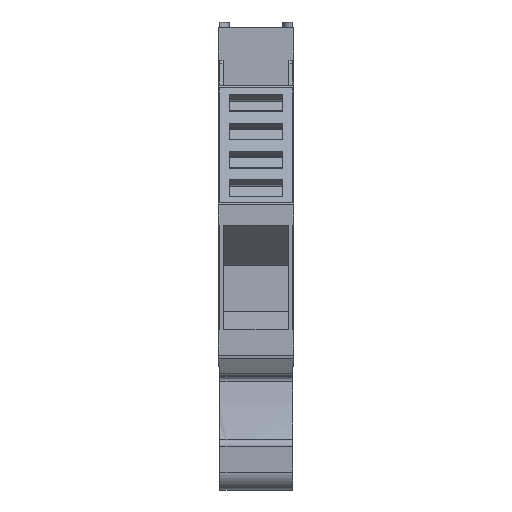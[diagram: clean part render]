
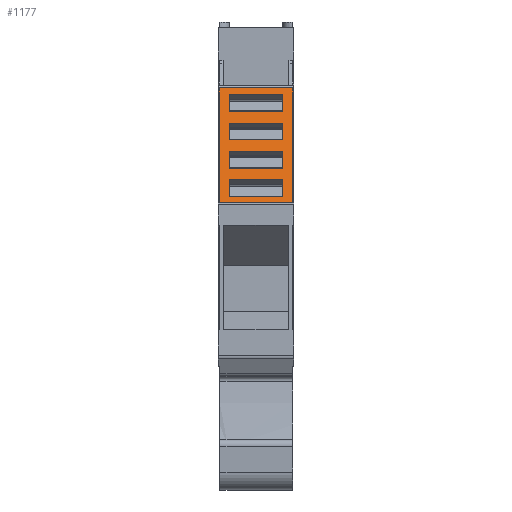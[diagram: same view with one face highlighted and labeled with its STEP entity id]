
A CAD part, front view. The second image highlights one B-rep face of the part: STEP entity #1177.
In plain terms, the highlighted planar face has unit normal (0, -0.966, 0.259).
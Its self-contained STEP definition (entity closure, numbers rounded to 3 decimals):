
#987=AXIS2_PLACEMENT_3D('Plane Axis2P3D',#984,#985,#986) ;
#984=CARTESIAN_POINT('Axis2P3D Location',(3.945,0.705,30.017)) ;
#993=CARTESIAN_POINT('Vertex',(0.115,3.941,42.091)) ;
#996=CARTESIAN_POINT('Line Origine',(3.945,3.941,42.091)) ;
#1000=CARTESIAN_POINT('Vertex',(7.775,3.941,42.091)) ;
#1016=CARTESIAN_POINT('Line Origine',(7.775,2.323,36.054)) ;
#1020=CARTESIAN_POINT('Vertex',(7.775,0.705,30.017)) ;
#1023=CARTESIAN_POINT('Line Origine',(0.115,2.323,36.054)) ;
#1027=CARTESIAN_POINT('Vertex',(0.115,0.705,30.017)) ;
#1030=CARTESIAN_POINT('Line Origine',(3.945,0.705,30.017)) ;
#1041=CARTESIAN_POINT('Line Origine',(1.145,3.517,40.509)) ;
#1045=CARTESIAN_POINT('Vertex',(1.145,3.285,39.642)) ;
#1047=CARTESIAN_POINT('Vertex',(1.145,3.749,41.376)) ;
#1050=CARTESIAN_POINT('Line Origine',(3.945,3.749,41.376)) ;
#1054=CARTESIAN_POINT('Vertex',(6.745,3.749,41.376)) ;
#1057=CARTESIAN_POINT('Line Origine',(6.745,3.517,40.509)) ;
#1061=CARTESIAN_POINT('Vertex',(6.745,3.285,39.642)) ;
#1064=CARTESIAN_POINT('Line Origine',(3.945,3.285,39.642)) ;
#1075=CARTESIAN_POINT('Line Origine',(1.145,1.129,31.598)) ;
#1079=CARTESIAN_POINT('Vertex',(1.145,0.897,30.731)) ;
#1081=CARTESIAN_POINT('Vertex',(1.145,1.362,32.465)) ;
#1084=CARTESIAN_POINT('Line Origine',(3.945,1.362,32.465)) ;
#1088=CARTESIAN_POINT('Vertex',(6.745,1.362,32.465)) ;
#1091=CARTESIAN_POINT('Line Origine',(6.745,1.129,31.598)) ;
#1095=CARTESIAN_POINT('Vertex',(6.745,0.897,30.731)) ;
#1098=CARTESIAN_POINT('Line Origine',(3.945,0.897,30.731)) ;
#1109=CARTESIAN_POINT('Line Origine',(1.145,2.721,37.539)) ;
#1113=CARTESIAN_POINT('Vertex',(1.145,2.489,36.672)) ;
#1115=CARTESIAN_POINT('Vertex',(1.145,2.953,38.406)) ;
#1118=CARTESIAN_POINT('Line Origine',(3.945,2.953,38.406)) ;
#1122=CARTESIAN_POINT('Vertex',(6.745,2.953,38.406)) ;
#1125=CARTESIAN_POINT('Line Origine',(6.745,2.721,37.539)) ;
#1129=CARTESIAN_POINT('Vertex',(6.745,2.489,36.672)) ;
#1132=CARTESIAN_POINT('Line Origine',(3.945,2.489,36.672)) ;
#1143=CARTESIAN_POINT('Line Origine',(6.745,1.925,34.569)) ;
#1147=CARTESIAN_POINT('Vertex',(6.745,1.693,33.702)) ;
#1149=CARTESIAN_POINT('Vertex',(6.745,2.157,35.435)) ;
#1152=CARTESIAN_POINT('Line Origine',(3.945,1.693,33.702)) ;
#1156=CARTESIAN_POINT('Vertex',(1.145,1.693,33.702)) ;
#1159=CARTESIAN_POINT('Line Origine',(1.145,1.925,34.569)) ;
#1163=CARTESIAN_POINT('Vertex',(1.145,2.157,35.435)) ;
#1166=CARTESIAN_POINT('Line Origine',(3.945,2.157,35.435)) ;
#985=DIRECTION('Axis2P3D Direction',(0.,-0.966,0.259)) ;
#986=DIRECTION('Axis2P3D XDirection',(0.,0.259,0.966)) ;
#997=DIRECTION('Vector Direction',(1.,0.,0.)) ;
#1017=DIRECTION('Vector Direction',(0.,-0.259,-0.966)) ;
#1024=DIRECTION('Vector Direction',(0.,-0.259,-0.966)) ;
#1031=DIRECTION('Vector Direction',(1.,0.,0.)) ;
#1042=DIRECTION('Vector Direction',(0.,-0.259,-0.966)) ;
#1051=DIRECTION('Vector Direction',(1.,0.,0.)) ;
#1058=DIRECTION('Vector Direction',(0.,-0.259,-0.966)) ;
#1065=DIRECTION('Vector Direction',(1.,0.,0.)) ;
#1076=DIRECTION('Vector Direction',(0.,-0.259,-0.966)) ;
#1085=DIRECTION('Vector Direction',(1.,0.,0.)) ;
#1092=DIRECTION('Vector Direction',(0.,-0.259,-0.966)) ;
#1099=DIRECTION('Vector Direction',(1.,0.,0.)) ;
#1110=DIRECTION('Vector Direction',(0.,-0.259,-0.966)) ;
#1119=DIRECTION('Vector Direction',(1.,0.,0.)) ;
#1126=DIRECTION('Vector Direction',(0.,-0.259,-0.966)) ;
#1133=DIRECTION('Vector Direction',(1.,0.,0.)) ;
#1144=DIRECTION('Vector Direction',(0.,-0.259,-0.966)) ;
#1153=DIRECTION('Vector Direction',(1.,0.,0.)) ;
#1160=DIRECTION('Vector Direction',(0.,-0.259,-0.966)) ;
#1167=DIRECTION('Vector Direction',(1.,0.,0.)) ;
#998=VECTOR('Line Direction',#997,1.) ;
#1018=VECTOR('Line Direction',#1017,1.) ;
#1025=VECTOR('Line Direction',#1024,1.) ;
#1032=VECTOR('Line Direction',#1031,1.) ;
#1043=VECTOR('Line Direction',#1042,1.) ;
#1052=VECTOR('Line Direction',#1051,1.) ;
#1059=VECTOR('Line Direction',#1058,1.) ;
#1066=VECTOR('Line Direction',#1065,1.) ;
#1077=VECTOR('Line Direction',#1076,1.) ;
#1086=VECTOR('Line Direction',#1085,1.) ;
#1093=VECTOR('Line Direction',#1092,1.) ;
#1100=VECTOR('Line Direction',#1099,1.) ;
#1111=VECTOR('Line Direction',#1110,1.) ;
#1120=VECTOR('Line Direction',#1119,1.) ;
#1127=VECTOR('Line Direction',#1126,1.) ;
#1134=VECTOR('Line Direction',#1133,1.) ;
#1145=VECTOR('Line Direction',#1144,1.) ;
#1154=VECTOR('Line Direction',#1153,1.) ;
#1161=VECTOR('Line Direction',#1160,1.) ;
#1168=VECTOR('Line Direction',#1167,1.) ;
#1036=ORIENTED_EDGE('',*,*,#1022,.T.) ;
#1037=ORIENTED_EDGE('',*,*,#1002,.F.) ;
#1038=ORIENTED_EDGE('',*,*,#1029,.F.) ;
#1039=ORIENTED_EDGE('',*,*,#1034,.T.) ;
#1070=ORIENTED_EDGE('',*,*,#1049,.T.) ;
#1071=ORIENTED_EDGE('',*,*,#1056,.T.) ;
#1072=ORIENTED_EDGE('',*,*,#1063,.F.) ;
#1073=ORIENTED_EDGE('',*,*,#1068,.F.) ;
#1104=ORIENTED_EDGE('',*,*,#1083,.T.) ;
#1105=ORIENTED_EDGE('',*,*,#1090,.T.) ;
#1106=ORIENTED_EDGE('',*,*,#1097,.F.) ;
#1107=ORIENTED_EDGE('',*,*,#1102,.F.) ;
#1138=ORIENTED_EDGE('',*,*,#1117,.T.) ;
#1139=ORIENTED_EDGE('',*,*,#1124,.T.) ;
#1140=ORIENTED_EDGE('',*,*,#1131,.F.) ;
#1141=ORIENTED_EDGE('',*,*,#1136,.F.) ;
#1172=ORIENTED_EDGE('',*,*,#1151,.F.) ;
#1173=ORIENTED_EDGE('',*,*,#1158,.F.) ;
#1174=ORIENTED_EDGE('',*,*,#1165,.T.) ;
#1175=ORIENTED_EDGE('',*,*,#1170,.T.) ;
#1074=FACE_BOUND('',#1069,.T.) ;
#1108=FACE_BOUND('',#1103,.T.) ;
#1142=FACE_BOUND('',#1137,.T.) ;
#1176=FACE_BOUND('',#1171,.T.) ;
#1177=ADVANCED_FACE('V1',(#1040,#1074,#1108,#1142,#1176),#988,.T.) ;
#1002=EDGE_CURVE('',#994,#1001,#999,.T.) ;
#1022=EDGE_CURVE('',#1021,#1001,#1019,.F.) ;
#1029=EDGE_CURVE('',#1028,#994,#1026,.F.) ;
#1034=EDGE_CURVE('',#1028,#1021,#1033,.T.) ;
#1049=EDGE_CURVE('',#1046,#1048,#1044,.F.) ;
#1056=EDGE_CURVE('',#1048,#1055,#1053,.T.) ;
#1063=EDGE_CURVE('',#1062,#1055,#1060,.F.) ;
#1068=EDGE_CURVE('',#1046,#1062,#1067,.T.) ;
#1083=EDGE_CURVE('',#1080,#1082,#1078,.F.) ;
#1090=EDGE_CURVE('',#1082,#1089,#1087,.T.) ;
#1097=EDGE_CURVE('',#1096,#1089,#1094,.F.) ;
#1102=EDGE_CURVE('',#1080,#1096,#1101,.T.) ;
#1117=EDGE_CURVE('',#1114,#1116,#1112,.F.) ;
#1124=EDGE_CURVE('',#1116,#1123,#1121,.T.) ;
#1131=EDGE_CURVE('',#1130,#1123,#1128,.F.) ;
#1136=EDGE_CURVE('',#1114,#1130,#1135,.T.) ;
#1151=EDGE_CURVE('',#1148,#1150,#1146,.F.) ;
#1158=EDGE_CURVE('',#1157,#1148,#1155,.T.) ;
#1165=EDGE_CURVE('',#1157,#1164,#1162,.F.) ;
#1170=EDGE_CURVE('',#1164,#1150,#1169,.T.) ;
#1035=EDGE_LOOP('',(#1036,#1037,#1038,#1039)) ;
#1069=EDGE_LOOP('',(#1070,#1071,#1072,#1073)) ;
#1103=EDGE_LOOP('',(#1104,#1105,#1106,#1107)) ;
#1137=EDGE_LOOP('',(#1138,#1139,#1140,#1141)) ;
#1171=EDGE_LOOP('',(#1172,#1173,#1174,#1175)) ;
#1040=FACE_OUTER_BOUND('',#1035,.T.) ;
#999=LINE('Line',#996,#998) ;
#1019=LINE('Line',#1016,#1018) ;
#1026=LINE('Line',#1023,#1025) ;
#1033=LINE('Line',#1030,#1032) ;
#1044=LINE('Line',#1041,#1043) ;
#1053=LINE('Line',#1050,#1052) ;
#1060=LINE('Line',#1057,#1059) ;
#1067=LINE('Line',#1064,#1066) ;
#1078=LINE('Line',#1075,#1077) ;
#1087=LINE('Line',#1084,#1086) ;
#1094=LINE('Line',#1091,#1093) ;
#1101=LINE('Line',#1098,#1100) ;
#1112=LINE('Line',#1109,#1111) ;
#1121=LINE('Line',#1118,#1120) ;
#1128=LINE('Line',#1125,#1127) ;
#1135=LINE('Line',#1132,#1134) ;
#1146=LINE('Line',#1143,#1145) ;
#1155=LINE('Line',#1152,#1154) ;
#1162=LINE('Line',#1159,#1161) ;
#1169=LINE('Line',#1166,#1168) ;
#988=PLANE('',#987) ;
#994=VERTEX_POINT('',#993) ;
#1001=VERTEX_POINT('',#1000) ;
#1021=VERTEX_POINT('',#1020) ;
#1028=VERTEX_POINT('',#1027) ;
#1046=VERTEX_POINT('',#1045) ;
#1048=VERTEX_POINT('',#1047) ;
#1055=VERTEX_POINT('',#1054) ;
#1062=VERTEX_POINT('',#1061) ;
#1080=VERTEX_POINT('',#1079) ;
#1082=VERTEX_POINT('',#1081) ;
#1089=VERTEX_POINT('',#1088) ;
#1096=VERTEX_POINT('',#1095) ;
#1114=VERTEX_POINT('',#1113) ;
#1116=VERTEX_POINT('',#1115) ;
#1123=VERTEX_POINT('',#1122) ;
#1130=VERTEX_POINT('',#1129) ;
#1148=VERTEX_POINT('',#1147) ;
#1150=VERTEX_POINT('',#1149) ;
#1157=VERTEX_POINT('',#1156) ;
#1164=VERTEX_POINT('',#1163) ;
